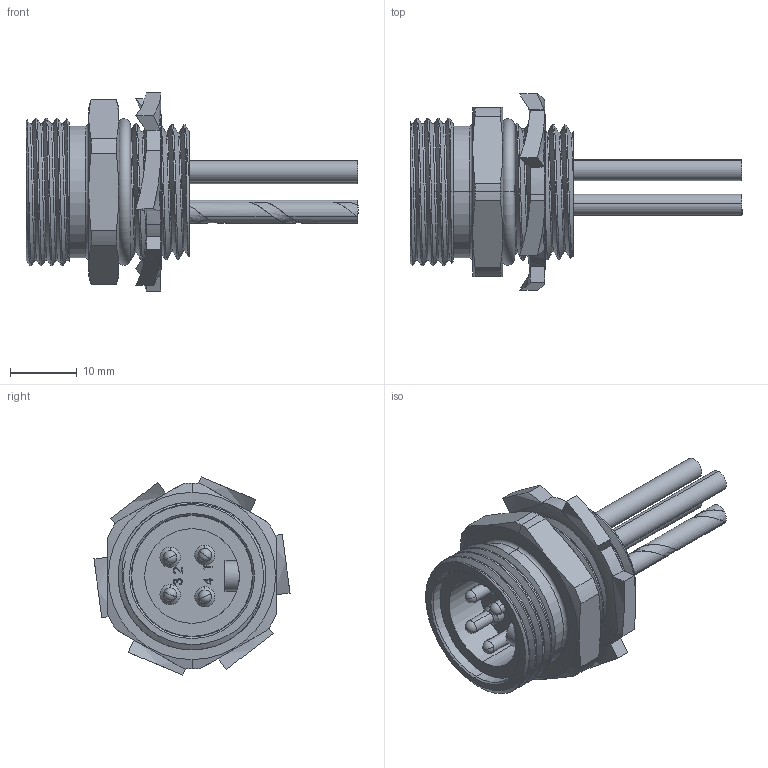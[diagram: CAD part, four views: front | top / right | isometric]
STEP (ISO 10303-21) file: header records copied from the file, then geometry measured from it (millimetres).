
FILE_DESCRIPTION (( 'STEP AP214' ), '1' );
FILE_NAME ('MIN-4MR-ZZ.STEP', '2015-08-12T23:57:30', ( 'Bruce Laptop' ), ( 'HP' ), 'SwSTEP 2.0', 'SolidWorks 2015', '' );
FILE_SCHEMA (( 'AUTOMOTIVE_DESIGN' ));
Length unit declared in the file: millimetre
Products named in the file (1): MIN-4MR-ZZ
Bounding box: 49.91 x 29.48 x 29.77 mm (x, y, z)
Volume: 9094.5 mm3; surface area: 6624.3 mm2
Topology: 1 solids, 1 shells, 245 faces, 645 edges, 412 vertices
Faces by surface type: plane 81, cylinder 74, bspline 46, cone 28, torus 8, sphere 8
Entity records: 18154 total; most frequent: CARTESIAN_POINT 9983, ORIENTED_EDGE 1274, DIRECTION 970, EDGE_CURVE 637, VERTEX_POINT 412, AXIS2_PLACEMENT_3D 364, EDGE_LOOP 265, ADVANCED_FACE 245
